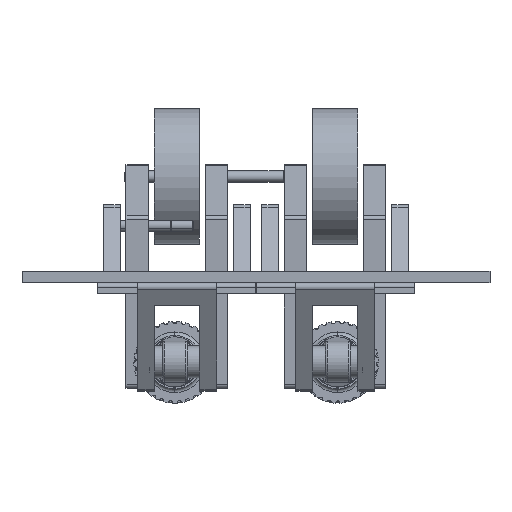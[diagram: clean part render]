
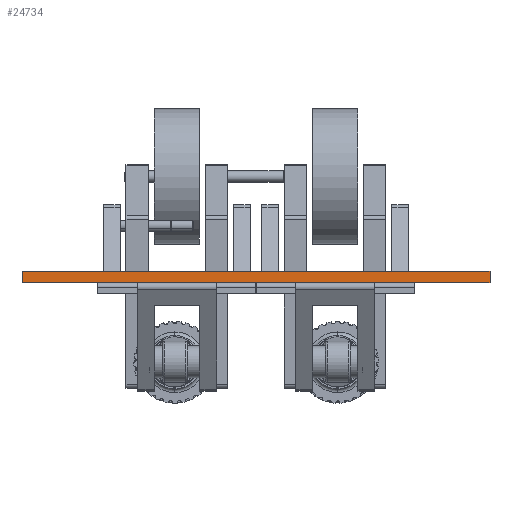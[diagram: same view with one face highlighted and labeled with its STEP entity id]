
A CAD part, front view. The second image highlights one B-rep face of the part: STEP entity #24734.
In plain terms, the highlighted planar face has unit normal (0, -1, 0).
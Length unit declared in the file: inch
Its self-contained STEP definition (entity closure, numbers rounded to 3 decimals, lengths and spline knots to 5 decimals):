
#883 = LINE ( 'NONE', #3402, #8427 ) ;
#982 = DIRECTION ( 'NONE',  ( 0., 1., 0. ) ) ;
#1529 = ORIENTED_EDGE ( 'NONE', *, *, #9062, .T. ) ;
#2770 = LINE ( 'NONE', #21162, #19498 ) ;
#3402 = CARTESIAN_POINT ( 'NONE',  ( -5.175, -6.25, 0.25 ) ) ;
#3880 = DIRECTION ( 'NONE',  ( 0., 0., -1. ) ) ;
#3884 = ORIENTED_EDGE ( 'NONE', *, *, #7027, .F. ) ;
#4196 = LINE ( 'NONE', #18977, #11005 ) ;
#4351 = CARTESIAN_POINT ( 'NONE',  ( -5.175, -6.25, 0. ) ) ;
#4573 = AXIS2_PLACEMENT_3D ( 'NONE', #17232, #982, #25515 ) ;
#5257 = FACE_OUTER_BOUND ( 'NONE', #21830, .T. ) ;
#5505 = VERTEX_POINT ( 'NONE', #6222 ) ;
#5518 = VERTEX_POINT ( 'NONE', #19090 ) ;
#6222 = CARTESIAN_POINT ( 'NONE',  ( 5.175, -6.25, 0. ) ) ;
#7027 = EDGE_CURVE ( 'NONE', #5518, #14678, #2770, .T. ) ;
#7151 = CARTESIAN_POINT ( 'NONE',  ( 5.175, -6.25, 0.25 ) ) ;
#8427 = VECTOR ( 'NONE', #17379, 39.37008 ) ;
#9062 = EDGE_CURVE ( 'NONE', #19961, #5505, #4196, .T. ) ;
#9545 = CARTESIAN_POINT ( 'NONE',  ( 5.175, -6.25, 0.25 ) ) ;
#11005 = VECTOR ( 'NONE', #25125, 39.37008 ) ;
#11457 = PLANE ( 'NONE',  #4573 ) ;
#13143 = DIRECTION ( 'NONE',  ( 1., 0., 0. ) ) ;
#14678 = VERTEX_POINT ( 'NONE', #7151 ) ;
#17200 = EDGE_CURVE ( 'NONE', #14678, #5505, #26033, .T. ) ;
#17232 = CARTESIAN_POINT ( 'NONE',  ( -5.175, -6.25, 0.25 ) ) ;
#17379 = DIRECTION ( 'NONE',  ( 0., 0., -1. ) ) ;
#18977 = CARTESIAN_POINT ( 'NONE',  ( -5.175, -6.25, 0. ) ) ;
#19090 = CARTESIAN_POINT ( 'NONE',  ( -5.175, -6.25, 0.25 ) ) ;
#19498 = VECTOR ( 'NONE', #13143, 39.37008 ) ;
#19961 = VERTEX_POINT ( 'NONE', #4351 ) ;
#21162 = CARTESIAN_POINT ( 'NONE',  ( -5.175, -6.25, 0.25 ) ) ;
#21830 = EDGE_LOOP ( 'NONE', ( #1529, #22783, #3884, #24269 ) ) ;
#22044 = EDGE_CURVE ( 'NONE', #5518, #19961, #883, .T. ) ;
#22783 = ORIENTED_EDGE ( 'NONE', *, *, #17200, .F. ) ;
#24269 = ORIENTED_EDGE ( 'NONE', *, *, #22044, .T. ) ;
#24734 = ADVANCED_FACE ( 'NONE', ( #5257 ), #11457, .F. ) ;
#25125 = DIRECTION ( 'NONE',  ( 1., 0., 0. ) ) ;
#25515 = DIRECTION ( 'NONE',  ( 0., 0., 1. ) ) ;
#25697 = VECTOR ( 'NONE', #3880, 39.37008 ) ;
#26033 = LINE ( 'NONE', #9545, #25697 ) ;
